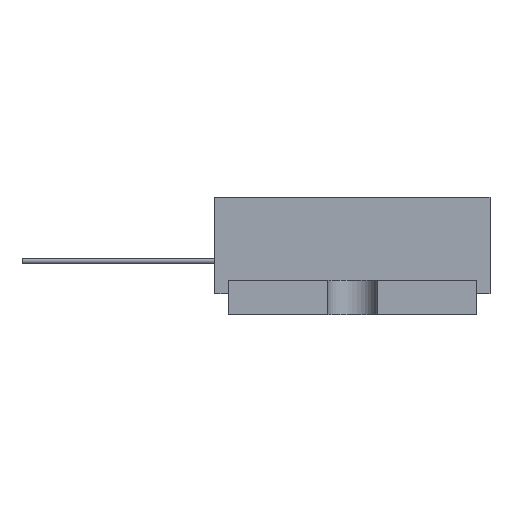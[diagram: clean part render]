
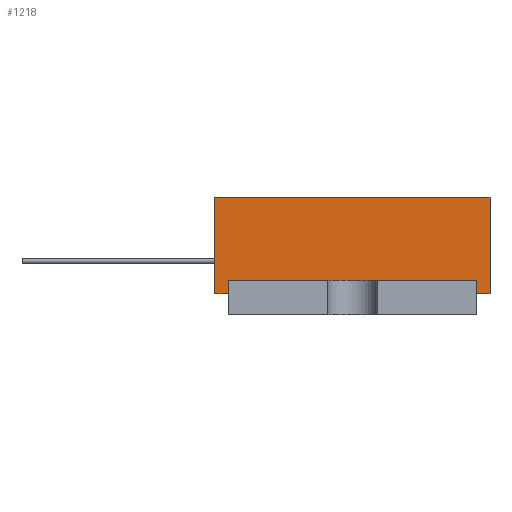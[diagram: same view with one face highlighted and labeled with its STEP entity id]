
A CAD part, left-side view. The second image highlights one B-rep face of the part: STEP entity #1218.
In plain terms, the highlighted planar face has unit normal (-1, 0, 0).
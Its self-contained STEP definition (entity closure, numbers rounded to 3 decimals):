
#1218=ADVANCED_FACE('',(#2416),#2418,.T.);
#2416=FACE_BOUND('',#2417,.T.);
#2417=EDGE_LOOP('',(#3468,#3469,#3470,#3471,#3472,#3473,#3474,#3475));
#2418=PLANE('',#2419);
#2419=AXIS2_PLACEMENT_3D('',#2420,#2421,#2422);
#2420=CARTESIAN_POINT('',(-27.5,10.,1.5));
#2421=DIRECTION('',(-1.,0.,0.));
#2422=DIRECTION('',(0.,-1.,0.));
#3468=ORIENTED_EDGE('',*,*,#4091,.T.);
#3469=ORIENTED_EDGE('',*,*,#4092,.T.);
#3470=ORIENTED_EDGE('',*,*,#4093,.T.);
#3471=ORIENTED_EDGE('',*,*,#4094,.T.);
#3472=ORIENTED_EDGE('',*,*,#3709,.F.);
#3473=ORIENTED_EDGE('',*,*,#4095,.F.);
#3474=ORIENTED_EDGE('',*,*,#4096,.T.);
#3475=ORIENTED_EDGE('',*,*,#4097,.T.);
#3709=EDGE_CURVE('',#4153,#4154,#4155,.T.);
#4091=EDGE_CURVE('',#4790,#4791,#4792,.T.);
#4092=EDGE_CURVE('',#4791,#4793,#4794,.T.);
#4093=EDGE_CURVE('',#4793,#4795,#4796,.T.);
#4094=EDGE_CURVE('',#4795,#4154,#4797,.T.);
#4095=EDGE_CURVE('',#4798,#4153,#4799,.T.);
#4096=EDGE_CURVE('',#4798,#4800,#4801,.T.);
#4097=EDGE_CURVE('',#4800,#4790,#4802,.T.);
#4153=VERTEX_POINT('',#4898);
#4154=VERTEX_POINT('',#4899);
#4155=LINE('',#4900,#4901);
#4790=VERTEX_POINT('',#6329);
#4791=VERTEX_POINT('',#6330);
#4792=LINE('',#6331,#6332);
#4793=VERTEX_POINT('',#6334);
#4794=LINE('',#6335,#6336);
#4795=VERTEX_POINT('',#6338);
#4796=LINE('',#6339,#6340);
#4797=LINE('',#6342,#6343);
#4798=VERTEX_POINT('',#6345);
#4799=LINE('',#6346,#6347);
#4800=VERTEX_POINT('',#6349);
#4801=LINE('',#6350,#6351);
#4802=LINE('',#6353,#6354);
#4898=CARTESIAN_POINT('',(-27.5,10.,8.5));
#4899=CARTESIAN_POINT('',(-27.5,-10.,8.5));
#4900=CARTESIAN_POINT('',(-27.5,10.,8.5));
#4901=VECTOR('',#4902,1.);
#4902=DIRECTION('',(0.,-1.,0.));
#6329=CARTESIAN_POINT('',(-27.5,9.,2.5));
#6330=CARTESIAN_POINT('',(-27.5,-9.,2.5));
#6331=CARTESIAN_POINT('',(-27.5,9.,2.5));
#6332=VECTOR('',#6333,1.);
#6333=DIRECTION('',(0.,-1.,0.));
#6334=CARTESIAN_POINT('',(-27.5,-9.,1.5));
#6335=CARTESIAN_POINT('',(-27.5,-9.,2.5));
#6336=VECTOR('',#6337,1.);
#6337=DIRECTION('',(0.,0.,-1.));
#6338=CARTESIAN_POINT('',(-27.5,-10.,1.5));
#6339=CARTESIAN_POINT('',(-27.5,-9.,1.5));
#6340=VECTOR('',#6341,1.);
#6341=DIRECTION('',(0.,-1.,0.));
#6342=CARTESIAN_POINT('',(-27.5,-10.,1.5));
#6343=VECTOR('',#6344,1.);
#6344=DIRECTION('',(0.,0.,1.));
#6345=CARTESIAN_POINT('',(-27.5,10.,1.5));
#6346=CARTESIAN_POINT('',(-27.5,10.,1.5));
#6347=VECTOR('',#6348,1.);
#6348=DIRECTION('',(0.,0.,1.));
#6349=CARTESIAN_POINT('',(-27.5,9.,1.5));
#6350=CARTESIAN_POINT('',(-27.5,10.,1.5));
#6351=VECTOR('',#6352,1.);
#6352=DIRECTION('',(0.,-1.,0.));
#6353=CARTESIAN_POINT('',(-27.5,9.,1.5));
#6354=VECTOR('',#6355,1.);
#6355=DIRECTION('',(0.,0.,1.));
